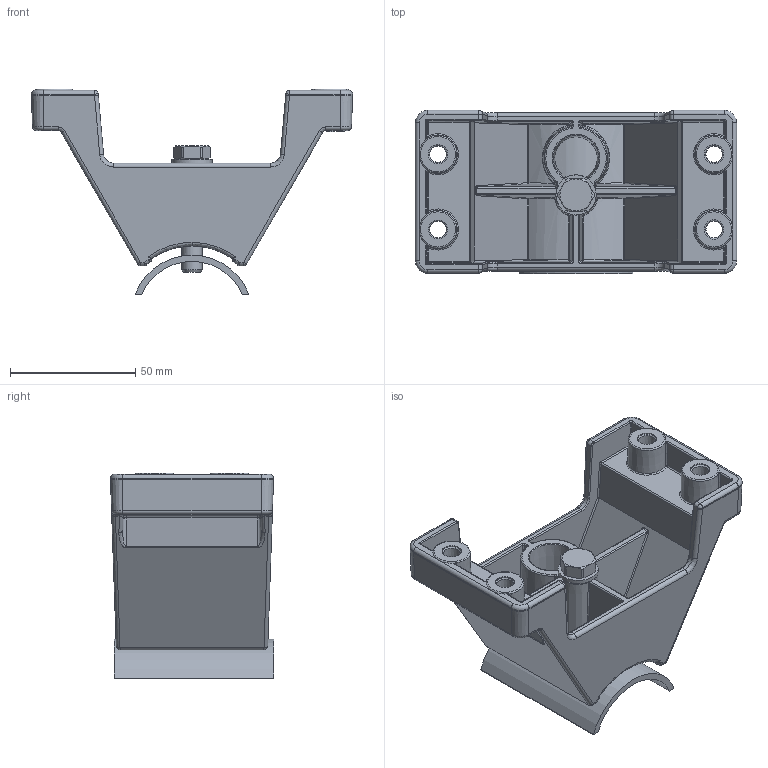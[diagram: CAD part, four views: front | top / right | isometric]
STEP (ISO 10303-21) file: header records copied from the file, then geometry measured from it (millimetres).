
FILE_DESCRIPTION(/* description */ ('Unknown'),/* implementation_level */ '2;1');
FILE_NAME(/* name */ '200168420',/* time_stamp */ '2019-04-30T07:10:41+02:00',/* author */ ('Unknown'),/* organization */ ('Unknown'),/* preprocessor_version */ 'ST-DEVELOPER v16.7',/* originating_system */ 'DEX',/* authorisation */ $);
FILE_SCHEMA (('AUTOMOTIVE_DESIGN {1 0 10303 214 3 1 1}'));
Length unit declared in the file: millimetre
Products named in the file (1): Part1
Bounding box: 128 x 65 x 81.97 mm (x, y, z)
Volume: 114095 mm3; surface area: 59102.6 mm2
Topology: 1 solids, 1 shells, 499 faces, 1159 edges, 663 vertices
Faces by surface type: cylinder 181, plane 111, bspline 98, sphere 54, torus 30, cone 25
Full cylindrical faces by diameter (mm): 7.5 x1, 7.771 x3, 8 x2, 8.5 x1, 16 x1
Entity records: 17671 total; most frequent: CARTESIAN_POINT 7124, ORIENTED_EDGE 2216, DIRECTION 2150, EDGE_CURVE 1108, AXIS2_PLACEMENT_3D 883, VERTEX_POINT 647, EDGE_LOOP 545, FACE_BOUND 545
